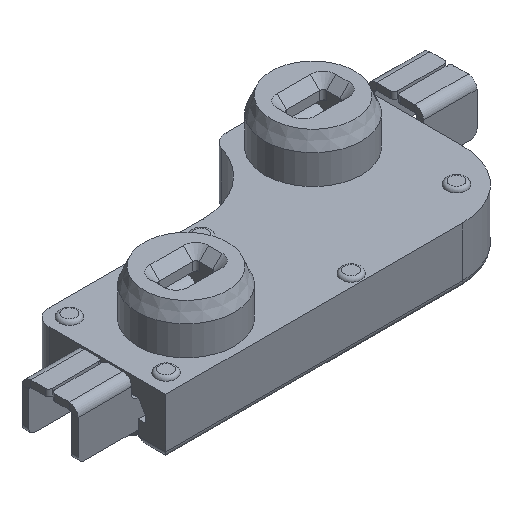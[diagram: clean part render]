
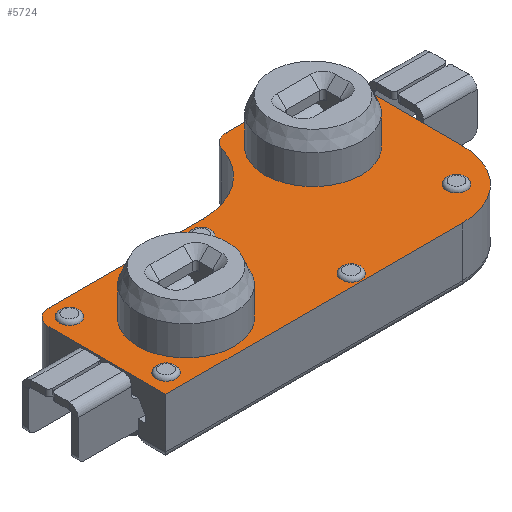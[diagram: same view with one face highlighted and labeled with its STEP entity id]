
A CAD part, isometric view. The second image highlights one B-rep face of the part: STEP entity #5724.
In plain terms, the highlighted planar face has unit normal (0, 0, 1).
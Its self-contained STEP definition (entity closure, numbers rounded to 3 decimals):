
#56=FACE_BOUND('',#1064,.T.);
#57=FACE_BOUND('',#1065,.T.);
#58=FACE_BOUND('',#1066,.T.);
#59=FACE_BOUND('',#1067,.T.);
#60=FACE_BOUND('',#1068,.T.);
#61=FACE_BOUND('',#1069,.T.);
#62=FACE_BOUND('',#1070,.T.);
#63=FACE_BOUND('',#1071,.T.);
#414=PLANE('',#6134);
#727=FACE_OUTER_BOUND('',#1063,.T.);
#1063=EDGE_LOOP('',(#5223,#5224,#5225,#5226,#5227,#5228,#5229,#5230,#5231));
#1064=EDGE_LOOP('',(#5232));
#1065=EDGE_LOOP('',(#5233));
#1066=EDGE_LOOP('',(#5234));
#1067=EDGE_LOOP('',(#5235));
#1068=EDGE_LOOP('',(#5236));
#1069=EDGE_LOOP('',(#5237));
#1070=EDGE_LOOP('',(#5238));
#1071=EDGE_LOOP('',(#5239));
#1456=LINE('',#9646,#2040);
#1489=LINE('',#9732,#2073);
#1492=LINE('',#9737,#2076);
#1496=LINE('',#9749,#2080);
#1653=LINE('',#10142,#2237);
#2040=VECTOR('',#6969,10.);
#2073=VECTOR('',#7040,10.);
#2076=VECTOR('',#7045,10.);
#2080=VECTOR('',#7059,10.);
#2237=VECTOR('',#7468,10.);
#2342=CIRCLE('',#6005,0.5);
#2343=CIRCLE('',#6007,2.2);
#2344=CIRCLE('',#6010,0.5);
#2360=CIRCLE('',#6107,0.301);
#2363=CIRCLE('',#6112,0.301);
#2366=CIRCLE('',#6117,0.301);
#2369=CIRCLE('',#6122,0.301);
#2372=CIRCLE('',#6127,0.301);
#2375=CIRCLE('',#6132,0.301);
#2376=CIRCLE('',#6135,2.);
#2377=CIRCLE('',#6136,1.45);
#2378=CIRCLE('',#6137,1.45);
#2729=VERTEX_POINT('',#9643);
#2730=VERTEX_POINT('',#9645);
#2763=VERTEX_POINT('',#9729);
#2764=VERTEX_POINT('',#9731);
#2765=VERTEX_POINT('',#9735);
#2766=VERTEX_POINT('',#9739);
#2767=VERTEX_POINT('',#9743);
#2768=VERTEX_POINT('',#9747);
#2867=VERTEX_POINT('',#10101);
#2869=VERTEX_POINT('',#10108);
#2871=VERTEX_POINT('',#10115);
#2873=VERTEX_POINT('',#10122);
#2875=VERTEX_POINT('',#10129);
#2877=VERTEX_POINT('',#10136);
#2878=VERTEX_POINT('',#10141);
#2879=VERTEX_POINT('',#10144);
#2880=VERTEX_POINT('',#10146);
#3426=EDGE_CURVE('',#2729,#2730,#1456,.T.);
#3470=EDGE_CURVE('',#2763,#2764,#1489,.T.);
#3473=EDGE_CURVE('',#2765,#2763,#1492,.T.);
#3475=EDGE_CURVE('',#2766,#2765,#2342,.T.);
#3477=EDGE_CURVE('',#2767,#2766,#2343,.T.);
#3479=EDGE_CURVE('',#2768,#2767,#1496,.T.);
#3480=EDGE_CURVE('',#2730,#2768,#2344,.T.);
#3656=EDGE_CURVE('',#2867,#2867,#2360,.T.);
#3659=EDGE_CURVE('',#2869,#2869,#2363,.T.);
#3662=EDGE_CURVE('',#2871,#2871,#2366,.T.);
#3665=EDGE_CURVE('',#2873,#2873,#2369,.T.);
#3668=EDGE_CURVE('',#2875,#2875,#2372,.T.);
#3671=EDGE_CURVE('',#2877,#2877,#2375,.T.);
#3672=EDGE_CURVE('',#2878,#2729,#1653,.T.);
#3673=EDGE_CURVE('',#2764,#2878,#2376,.T.);
#3674=EDGE_CURVE('',#2879,#2879,#2377,.T.);
#3675=EDGE_CURVE('',#2880,#2880,#2378,.T.);
#5223=ORIENTED_EDGE('',*,*,#3479,.F.);
#5224=ORIENTED_EDGE('',*,*,#3480,.F.);
#5225=ORIENTED_EDGE('',*,*,#3426,.F.);
#5226=ORIENTED_EDGE('',*,*,#3672,.F.);
#5227=ORIENTED_EDGE('',*,*,#3673,.F.);
#5228=ORIENTED_EDGE('',*,*,#3470,.F.);
#5229=ORIENTED_EDGE('',*,*,#3473,.F.);
#5230=ORIENTED_EDGE('',*,*,#3475,.F.);
#5231=ORIENTED_EDGE('',*,*,#3477,.F.);
#5232=ORIENTED_EDGE('',*,*,#3656,.F.);
#5233=ORIENTED_EDGE('',*,*,#3674,.F.);
#5234=ORIENTED_EDGE('',*,*,#3662,.F.);
#5235=ORIENTED_EDGE('',*,*,#3668,.F.);
#5236=ORIENTED_EDGE('',*,*,#3671,.F.);
#5237=ORIENTED_EDGE('',*,*,#3659,.F.);
#5238=ORIENTED_EDGE('',*,*,#3665,.F.);
#5239=ORIENTED_EDGE('',*,*,#3675,.F.);
#5724=ADVANCED_FACE('',(#727,#56,#57,#58,#59,#60,#61,#62,#63),#414,.T.);
#6005=AXIS2_PLACEMENT_3D('',#9741,#7049,#7050);
#6007=AXIS2_PLACEMENT_3D('',#9745,#7054,#7055);
#6010=AXIS2_PLACEMENT_3D('',#9751,#7062,#7063);
#6107=AXIS2_PLACEMENT_3D('',#10103,#7412,#7413);
#6112=AXIS2_PLACEMENT_3D('',#10110,#7422,#7423);
#6117=AXIS2_PLACEMENT_3D('',#10117,#7432,#7433);
#6122=AXIS2_PLACEMENT_3D('',#10124,#7442,#7443);
#6127=AXIS2_PLACEMENT_3D('',#10131,#7452,#7453);
#6132=AXIS2_PLACEMENT_3D('',#10138,#7462,#7463);
#6134=AXIS2_PLACEMENT_3D('',#10140,#7466,#7467);
#6135=AXIS2_PLACEMENT_3D('',#10143,#7469,#7470);
#6136=AXIS2_PLACEMENT_3D('',#10145,#7471,#7472);
#6137=AXIS2_PLACEMENT_3D('',#10147,#7473,#7474);
#6969=DIRECTION('',(0.,1.,0.));
#7040=DIRECTION('',(0.,-1.,0.));
#7045=DIRECTION('',(1.,0.,0.));
#7049=DIRECTION('center_axis',(0.,0.,-1.));
#7050=DIRECTION('ref_axis',(-0.592,0.806,0.));
#7054=DIRECTION('center_axis',(0.,0.,1.));
#7055=DIRECTION('ref_axis',(0.99,-0.141,0.));
#7059=DIRECTION('',(1.,0.,0.));
#7062=DIRECTION('center_axis',(0.,0.,-1.));
#7063=DIRECTION('ref_axis',(-0.707,0.707,0.));
#7412=DIRECTION('center_axis',(0.,0.,1.));
#7413=DIRECTION('ref_axis',(-1.,0.,0.));
#7422=DIRECTION('center_axis',(0.,0.,1.));
#7423=DIRECTION('ref_axis',(-1.,0.,0.));
#7432=DIRECTION('center_axis',(0.,0.,1.));
#7433=DIRECTION('ref_axis',(-1.,0.,0.));
#7442=DIRECTION('center_axis',(0.,0.,1.));
#7443=DIRECTION('ref_axis',(-1.,0.,0.));
#7452=DIRECTION('center_axis',(0.,0.,1.));
#7453=DIRECTION('ref_axis',(-1.,0.,0.));
#7462=DIRECTION('center_axis',(0.,0.,1.));
#7463=DIRECTION('ref_axis',(-1.,0.,0.));
#7466=DIRECTION('center_axis',(0.,0.,1.));
#7467=DIRECTION('ref_axis',(-1.,0.,0.));
#7468=DIRECTION('',(-1.,0.,0.));
#7469=DIRECTION('center_axis',(0.,0.,-1.));
#7470=DIRECTION('ref_axis',(0.707,-0.707,0.));
#7471=DIRECTION('center_axis',(0.,0.,1.));
#7472=DIRECTION('ref_axis',(-1.,0.,0.));
#7473=DIRECTION('center_axis',(0.,0.,1.));
#7474=DIRECTION('ref_axis',(-1.,0.,0.));
#9643=CARTESIAN_POINT('',(0.,0.,1.7));
#9645=CARTESIAN_POINT('',(0.,3.5,1.7));
#9646=CARTESIAN_POINT('',(0.,3.473,1.7));
#9729=CARTESIAN_POINT('',(10.9,5.89,1.7));
#9731=CARTESIAN_POINT('',(10.9,2.,1.7));
#9732=CARTESIAN_POINT('',(10.9,1.473,1.7));
#9735=CARTESIAN_POINT('',(7.698,5.89,1.7));
#9737=CARTESIAN_POINT('',(8.175,5.89,1.7));
#9739=CARTESIAN_POINT('',(7.221,5.54,1.7));
#9741=CARTESIAN_POINT('Origin',(7.698,5.39,1.7));
#9743=CARTESIAN_POINT('',(5.122,4.,1.7));
#9745=CARTESIAN_POINT('Origin',(5.122,6.2,1.7));
#9747=CARTESIAN_POINT('',(0.5,4.,1.7));
#9749=CARTESIAN_POINT('',(6.375,4.,1.7));
#9751=CARTESIAN_POINT('Origin',(0.5,3.5,1.7));
#10101=CARTESIAN_POINT('',(0.255,0.548,1.7));
#10103=CARTESIAN_POINT('Origin',(0.556,0.548,1.7));
#10108=CARTESIAN_POINT('',(0.255,3.445,1.7));
#10110=CARTESIAN_POINT('Origin',(0.556,3.445,1.7));
#10115=CARTESIAN_POINT('',(5.602,0.347,1.7));
#10117=CARTESIAN_POINT('Origin',(5.903,0.347,1.7));
#10122=CARTESIAN_POINT('',(4.302,3.542,1.7));
#10124=CARTESIAN_POINT('Origin',(4.603,3.542,1.7));
#10129=CARTESIAN_POINT('',(9.501,1.089,1.7));
#10131=CARTESIAN_POINT('Origin',(9.802,1.089,1.7));
#10136=CARTESIAN_POINT('',(10.047,5.329,1.7));
#10138=CARTESIAN_POINT('Origin',(10.349,5.329,1.7));
#10140=CARTESIAN_POINT('Origin',(5.45,2.945,1.7));
#10141=CARTESIAN_POINT('',(8.9,0.,1.7));
#10142=CARTESIAN_POINT('',(2.725,0.,1.7));
#10143=CARTESIAN_POINT('Origin',(8.9,2.,1.7));
#10144=CARTESIAN_POINT('',(3.725,1.671,1.7));
#10145=CARTESIAN_POINT('Origin',(2.275,1.671,1.7));
#10146=CARTESIAN_POINT('',(10.075,4.211,1.7));
#10147=CARTESIAN_POINT('Origin',(8.625,4.211,1.7));
